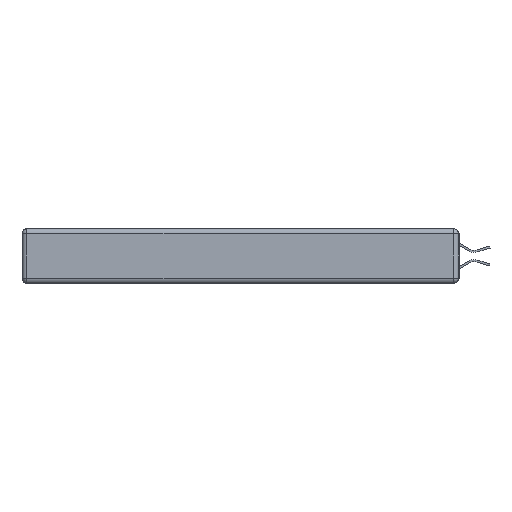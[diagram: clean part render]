
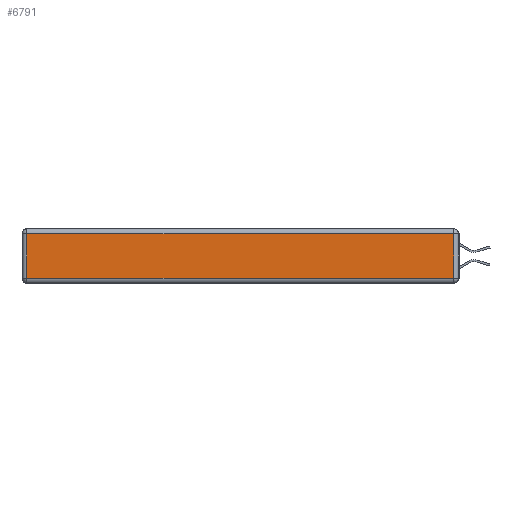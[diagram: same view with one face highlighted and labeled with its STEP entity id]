
A CAD part, left-side view. The second image highlights one B-rep face of the part: STEP entity #6791.
In plain terms, the highlighted planar face has unit normal (-1, 0, 0).
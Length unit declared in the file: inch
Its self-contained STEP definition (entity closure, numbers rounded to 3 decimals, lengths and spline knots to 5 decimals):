
#461 = ORIENTED_EDGE ( 'NONE', *, *, #7420, .T. ) ;
#653 = DIRECTION ( 'NONE',  ( 0., 0., 1. ) ) ;
#1008 = DIRECTION ( 'NONE',  ( 0., 0., -1. ) ) ;
#1968 = CARTESIAN_POINT ( 'NONE',  ( 0., 0.03, -0.03 ) ) ;
#2052 = LINE ( 'NONE', #11287, #4060 ) ;
#2369 = VERTEX_POINT ( 'NONE', #7975 ) ;
#2740 = VECTOR ( 'NONE', #17994, 39.37008 ) ;
#3473 = FACE_OUTER_BOUND ( 'NONE', #26464, .T. ) ;
#4060 = VECTOR ( 'NONE', #24346, 39.37008 ) ;
#5226 = PLANE ( 'NONE',  #21207 ) ;
#6791 = ADVANCED_FACE ( 'NONE', ( #3473 ), #5226, .T. ) ;
#7202 = CARTESIAN_POINT ( 'NONE',  ( 0., 2.72, -0.343 ) ) ;
#7420 = EDGE_CURVE ( 'NONE', #18113, #11977, #22011, .T. ) ;
#7975 = CARTESIAN_POINT ( 'NONE',  ( 0., 2.72, -0.313 ) ) ;
#9324 = DIRECTION ( 'NONE',  ( 0., 1., 0. ) ) ;
#11287 = CARTESIAN_POINT ( 'NONE',  ( 0., 0., -0.313 ) ) ;
#11481 = DIRECTION ( 'NONE',  ( -1., 0., 0. ) ) ;
#11494 = LINE ( 'NONE', #7202, #20271 ) ;
#11554 = CARTESIAN_POINT ( 'NONE',  ( 0., 0.03, -0.343 ) ) ;
#11579 = VECTOR ( 'NONE', #9324, 39.37008 ) ;
#11977 = VERTEX_POINT ( 'NONE', #1968 ) ;
#13860 = CARTESIAN_POINT ( 'NONE',  ( 0., 0., -0.343 ) ) ;
#15763 = CARTESIAN_POINT ( 'NONE',  ( 0., 2.75, -0.03 ) ) ;
#16741 = VERTEX_POINT ( 'NONE', #17375 ) ;
#17375 = CARTESIAN_POINT ( 'NONE',  ( 0., 2.72, -0.03 ) ) ;
#17554 = EDGE_CURVE ( 'NONE', #2369, #18113, #2052, .T. ) ;
#17686 = EDGE_CURVE ( 'NONE', #16741, #2369, #11494, .T. ) ;
#17994 = DIRECTION ( 'NONE',  ( 0., 0., 1. ) ) ;
#18113 = VERTEX_POINT ( 'NONE', #23841 ) ;
#20271 = VECTOR ( 'NONE', #1008, 39.37008 ) ;
#21207 = AXIS2_PLACEMENT_3D ( 'NONE', #13860, #11481, #653 ) ;
#21324 = ORIENTED_EDGE ( 'NONE', *, *, #17686, .T. ) ;
#21388 = LINE ( 'NONE', #15763, #11579 ) ;
#22011 = LINE ( 'NONE', #11554, #2740 ) ;
#22132 = ORIENTED_EDGE ( 'NONE', *, *, #17554, .T. ) ;
#23695 = EDGE_CURVE ( 'NONE', #11977, #16741, #21388, .T. ) ;
#23841 = CARTESIAN_POINT ( 'NONE',  ( 0., 0.03, -0.313 ) ) ;
#24346 = DIRECTION ( 'NONE',  ( 0., -1., 0. ) ) ;
#26464 = EDGE_LOOP ( 'NONE', ( #22132, #461, #26944, #21324 ) ) ;
#26944 = ORIENTED_EDGE ( 'NONE', *, *, #23695, .T. ) ;
